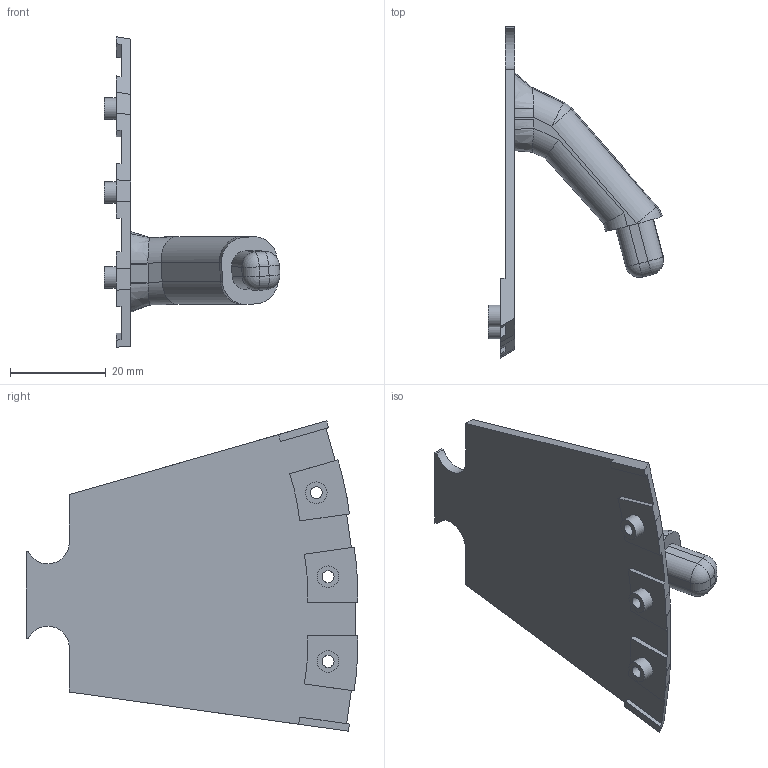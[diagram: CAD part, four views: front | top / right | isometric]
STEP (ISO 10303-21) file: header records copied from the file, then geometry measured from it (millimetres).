
FILE_DESCRIPTION(/* description */ (''),/* implementation_level */ '2;1');
FILE_NAME(/* name */ '5ee5ba87-1d52-4c43-82c9-9f1d12df8a4b.stp',/* time_stamp */ '2019-03-12T20:54:49+01:00',/* author */ (''),/* organization */ (''),/* preprocessor_version */ 'ST-DEVELOPER v17.2',/* originating_system */ 'Autodesk Translation Framework v7.6.0.251',/* authorisation */ '');
FILE_SCHEMA (('AUTOMOTIVE_DESIGN { 1 0 10303 214 3 1 1 }'));
Length unit declared in the file: millimetre
Products named in the file (1): Bottom
Bounding box: 36.57 x 69.15 x 64.7 mm (x, y, z)
Volume: 12137.3 mm3; surface area: 8988.9 mm2
Topology: 1 solids, 1 shells, 120 faces, 306 edges, 192 vertices
Faces by surface type: plane 69, cylinder 31, bspline 12, sphere 8
Full cylindrical faces by diameter (mm): 2.5 x3, 4 x3, 4.5 x3
Entity records: 3814 total; most frequent: CARTESIAN_POINT 885, ORIENTED_EDGE 604, DIRECTION 578, EDGE_CURVE 302, LINE 220, VECTOR 220, VERTEX_POINT 192, AXIS2_PLACEMENT_3D 179
